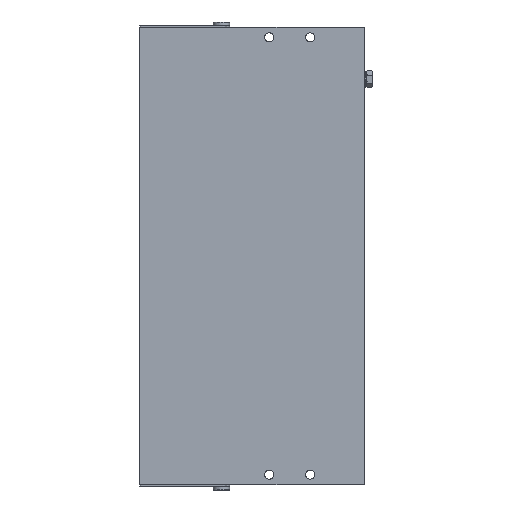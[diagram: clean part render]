
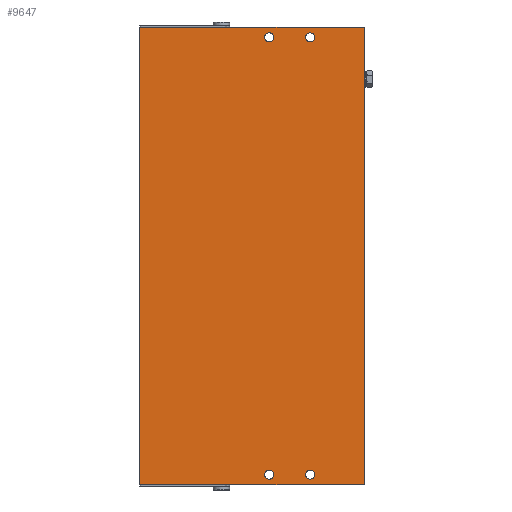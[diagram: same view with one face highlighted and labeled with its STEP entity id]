
A CAD part, front view. The second image highlights one B-rep face of the part: STEP entity #9647.
In plain terms, the highlighted planar face has unit normal (0, -1, 0).
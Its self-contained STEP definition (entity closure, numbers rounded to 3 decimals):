
#631=LINE('',#15622,#1242);
#645=LINE('',#15698,#1256);
#646=LINE('',#15708,#1257);
#647=LINE('',#15710,#1258);
#1242=VECTOR('',#12368,1000.);
#1256=VECTOR('',#12412,1000.);
#1257=VECTOR('',#12423,1000.);
#1258=VECTOR('',#12424,1000.);
#2063=ORIENTED_EDGE('',*,*,#4522,.T.);
#2064=ORIENTED_EDGE('',*,*,#4523,.T.);
#2065=ORIENTED_EDGE('',*,*,#4524,.T.);
#2066=ORIENTED_EDGE('',*,*,#4525,.T.);
#2067=ORIENTED_EDGE('',*,*,#4526,.T.);
#2068=ORIENTED_EDGE('',*,*,#4527,.F.);
#2069=ORIENTED_EDGE('',*,*,#4495,.F.);
#2070=ORIENTED_EDGE('',*,*,#4521,.T.);
#4495=EDGE_CURVE('',#5728,#5715,#631,.T.);
#4521=EDGE_CURVE('',#5728,#5749,#645,.T.);
#4522=EDGE_CURVE('',#5750,#5750,#6574,.T.);
#4523=EDGE_CURVE('',#5751,#5751,#6575,.T.);
#4524=EDGE_CURVE('',#5752,#5752,#6576,.T.);
#4525=EDGE_CURVE('',#5753,#5753,#6577,.T.);
#4526=EDGE_CURVE('',#5749,#5754,#646,.T.);
#4527=EDGE_CURVE('',#5715,#5754,#647,.T.);
#5715=VERTEX_POINT('',#15595);
#5728=VERTEX_POINT('',#15621);
#5749=VERTEX_POINT('',#15697);
#5750=VERTEX_POINT('',#15701);
#5751=VERTEX_POINT('',#15703);
#5752=VERTEX_POINT('',#15705);
#5753=VERTEX_POINT('',#15707);
#5754=VERTEX_POINT('',#15709);
#6574=CIRCLE('',#10811,2.25);
#6575=CIRCLE('',#10812,2.25);
#6576=CIRCLE('',#10813,2.25);
#6577=CIRCLE('',#10814,2.25);
#7128=EDGE_LOOP('',(#2063));
#7129=EDGE_LOOP('',(#2064));
#7130=EDGE_LOOP('',(#2065));
#7131=EDGE_LOOP('',(#2066));
#7132=EDGE_LOOP('',(#2067,#2068,#2069,#2070));
#8295=FACE_BOUND('',#7128,.T.);
#8296=FACE_BOUND('',#7129,.T.);
#8297=FACE_BOUND('',#7130,.T.);
#8298=FACE_BOUND('',#7131,.T.);
#8299=FACE_BOUND('',#7132,.T.);
#9324=PLANE('',#10810);
#9647=ADVANCED_FACE('',(#8295,#8296,#8297,#8298,#8299),#9324,.F.);
#10810=AXIS2_PLACEMENT_3D('',#15699,#12413,#12414);
#10811=AXIS2_PLACEMENT_3D('',#15700,#12415,#12416);
#10812=AXIS2_PLACEMENT_3D('',#15702,#12417,#12418);
#10813=AXIS2_PLACEMENT_3D('',#15704,#12419,#12420);
#10814=AXIS2_PLACEMENT_3D('',#15706,#12421,#12422);
#12368=DIRECTION('',(1.,0.,0.));
#12412=DIRECTION('',(0.,0.,-1.));
#12413=DIRECTION('',(0.,1.,0.));
#12414=DIRECTION('',(0.,0.,1.));
#12415=DIRECTION('',(0.,1.,0.));
#12416=DIRECTION('',(0.,0.,1.));
#12417=DIRECTION('',(0.,1.,0.));
#12418=DIRECTION('',(0.,0.,1.));
#12419=DIRECTION('',(0.,1.,0.));
#12420=DIRECTION('',(0.,0.,1.));
#12421=DIRECTION('',(0.,1.,0.));
#12422=DIRECTION('',(0.,0.,1.));
#12423=DIRECTION('',(1.,0.,0.));
#12424=DIRECTION('',(0.,0.,-1.));
#15595=CARTESIAN_POINT('',(110.,-33.8,224.));
#15621=CARTESIAN_POINT('',(0.,-33.8,224.));
#15622=CARTESIAN_POINT('',(0.,-33.8,224.));
#15697=CARTESIAN_POINT('',(0.,-33.8,0.));
#15698=CARTESIAN_POINT('',(0.,-33.8,224.));
#15699=CARTESIAN_POINT('',(0.,-33.8,224.));
#15700=CARTESIAN_POINT('',(46.5,-33.8,5.));
#15701=CARTESIAN_POINT('',(46.5,-33.8,7.25));
#15702=CARTESIAN_POINT('',(26.5,-33.8,219.));
#15703=CARTESIAN_POINT('',(26.5,-33.8,221.25));
#15704=CARTESIAN_POINT('',(46.5,-33.8,219.));
#15705=CARTESIAN_POINT('',(46.5,-33.8,221.25));
#15706=CARTESIAN_POINT('',(26.5,-33.8,5.));
#15707=CARTESIAN_POINT('',(26.5,-33.8,7.25));
#15708=CARTESIAN_POINT('',(0.,-33.8,0.));
#15709=CARTESIAN_POINT('',(110.,-33.8,0.));
#15710=CARTESIAN_POINT('',(110.,-33.8,224.));
